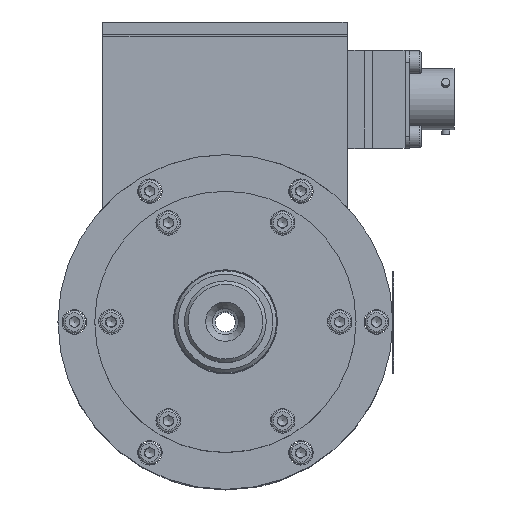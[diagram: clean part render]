
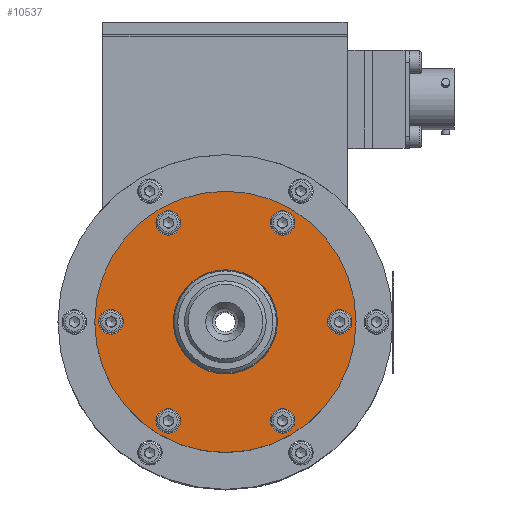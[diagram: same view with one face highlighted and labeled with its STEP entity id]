
A CAD part, top view. The second image highlights one B-rep face of the part: STEP entity #10537.
In plain terms, the highlighted planar face has unit normal (0, 0, 1).
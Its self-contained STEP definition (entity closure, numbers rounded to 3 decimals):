
#465 = CARTESIAN_POINT ( 'NONE',  ( -14., 24.249, 28.8 ) ) ;
#921 = CARTESIAN_POINT ( 'NONE',  ( 14., -24.249, 28.8 ) ) ;
#943 = AXIS2_PLACEMENT_3D ( 'NONE', #17673, #47400, #21946 ) ;
#1530 = CIRCLE ( 'NONE', #37579, 3. ) ;
#1736 = EDGE_LOOP ( 'NONE', ( #41473 ) ) ;
#1768 = CARTESIAN_POINT ( 'NONE',  ( 0., -12.75, 28.8 ) ) ;
#3915 = DIRECTION ( 'NONE',  ( 0., 0., 1. ) ) ;
#4804 = DIRECTION ( 'NONE',  ( 0., 1., 0. ) ) ;
#5283 = DIRECTION ( 'NONE',  ( 0., 1., 0. ) ) ;
#5636 = CIRCLE ( 'NONE', #17277, 3. ) ;
#8153 = VERTEX_POINT ( 'NONE', #43070 ) ;
#8235 = CARTESIAN_POINT ( 'NONE',  ( 0., -32., 28.8 ) ) ;
#9237 = AXIS2_PLACEMENT_3D ( 'NONE', #41463, #15944, #45667 ) ;
#9345 = EDGE_CURVE ( 'NONE', #37574, #37574, #27140, .T. ) ;
#9521 = VERTEX_POINT ( 'NONE', #27756 ) ;
#9725 = CIRCLE ( 'NONE', #18847, 3. ) ;
#10537 = ADVANCED_FACE ( 'NONE', ( #11923, #11862, #11975, #12085, #12018, #11805, #11744, #11376 ), #44661, .F. ) ;
#11376 = FACE_BOUND ( 'NONE', #23502, .T. ) ;
#11744 = FACE_OUTER_BOUND ( 'NONE', #20812, .T. ) ;
#11805 = FACE_BOUND ( 'NONE', #18921, .T. ) ;
#11862 = FACE_BOUND ( 'NONE', #49628, .T. ) ;
#11923 = FACE_BOUND ( 'NONE', #51189, .T. ) ;
#11975 = FACE_BOUND ( 'NONE', #49049, .T. ) ;
#12018 = FACE_BOUND ( 'NONE', #43861, .T. ) ;
#12085 = FACE_BOUND ( 'NONE', #1736, .T. ) ;
#14784 = AXIS2_PLACEMENT_3D ( 'NONE', #17629, #47361, #21897 ) ;
#15106 = AXIS2_PLACEMENT_3D ( 'NONE', #921, #30875, #5283 ) ;
#15944 = DIRECTION ( 'NONE',  ( 0., 0., 1. ) ) ;
#16188 = VERTEX_POINT ( 'NONE', #1768 ) ;
#17148 = DIRECTION ( 'NONE',  ( 0., 0., 1. ) ) ;
#17277 = AXIS2_PLACEMENT_3D ( 'NONE', #50448, #25017, #54651 ) ;
#17629 = CARTESIAN_POINT ( 'NONE',  ( 0., 0., 28.8 ) ) ;
#17673 = CARTESIAN_POINT ( 'NONE',  ( 0., 0., 28.8 ) ) ;
#18847 = AXIS2_PLACEMENT_3D ( 'NONE', #29519, #3915, #33822 ) ;
#18921 = EDGE_LOOP ( 'NONE', ( #42265 ) ) ;
#19171 = DIRECTION ( 'NONE',  ( 0., 0., -1. ) ) ;
#19199 = CARTESIAN_POINT ( 'NONE',  ( -28., 3., 28.8 ) ) ;
#20405 = EDGE_CURVE ( 'NONE', #22828, #22828, #52582, .T. ) ;
#20812 = EDGE_LOOP ( 'NONE', ( #42356 ) ) ;
#21897 = DIRECTION ( 'NONE',  ( 0., -1., 0. ) ) ;
#21946 = DIRECTION ( 'NONE',  ( 0., -1., 0. ) ) ;
#22828 = VERTEX_POINT ( 'NONE', #8235 ) ;
#23502 = EDGE_LOOP ( 'NONE', ( #42585 ) ) ;
#25017 = DIRECTION ( 'NONE',  ( 0., 0., 1. ) ) ;
#27140 = CIRCLE ( 'NONE', #9237, 3. ) ;
#27504 = EDGE_CURVE ( 'NONE', #36189, #36189, #49694, .T. ) ;
#27557 = CARTESIAN_POINT ( 'NONE',  ( -14., 27.249, 28.8 ) ) ;
#27756 = CARTESIAN_POINT ( 'NONE',  ( 14., -21.249, 28.8 ) ) ;
#28762 = CARTESIAN_POINT ( 'NONE',  ( 28., 3., 28.8 ) ) ;
#29519 = CARTESIAN_POINT ( 'NONE',  ( -14., -24.249, 28.8 ) ) ;
#29979 = AXIS2_PLACEMENT_3D ( 'NONE', #40227, #19171, #48864 ) ;
#30397 = DIRECTION ( 'NONE',  ( 0., 0., 1. ) ) ;
#30875 = DIRECTION ( 'NONE',  ( 0., 0., 1. ) ) ;
#31139 = EDGE_CURVE ( 'NONE', #8153, #8153, #9725, .T. ) ;
#33822 = DIRECTION ( 'NONE',  ( 0., 1., 0. ) ) ;
#33834 = AXIS2_PLACEMENT_3D ( 'NONE', #42651, #17148, #46866 ) ;
#34299 = CIRCLE ( 'NONE', #943, 12.75 ) ;
#36189 = VERTEX_POINT ( 'NONE', #51150 ) ;
#37574 = VERTEX_POINT ( 'NONE', #28762 ) ;
#37579 = AXIS2_PLACEMENT_3D ( 'NONE', #465, #30397, #4804 ) ;
#39699 = ORIENTED_EDGE ( 'NONE', *, *, #51306, .F. ) ;
#39861 = ORIENTED_EDGE ( 'NONE', *, *, #27504, .F. ) ;
#40227 = CARTESIAN_POINT ( 'NONE',  ( -12.75, 0., 28.8 ) ) ;
#41207 = ORIENTED_EDGE ( 'NONE', *, *, #9345, .F. ) ;
#41463 = CARTESIAN_POINT ( 'NONE',  ( 28., 0., 28.8 ) ) ;
#41473 = ORIENTED_EDGE ( 'NONE', *, *, #54818, .F. ) ;
#41615 = ORIENTED_EDGE ( 'NONE', *, *, #31139, .F. ) ;
#42265 = ORIENTED_EDGE ( 'NONE', *, *, #53781, .F. ) ;
#42356 = ORIENTED_EDGE ( 'NONE', *, *, #20405, .F. ) ;
#42585 = ORIENTED_EDGE ( 'NONE', *, *, #48544, .T. ) ;
#42651 = CARTESIAN_POINT ( 'NONE',  ( 14., 24.249, 28.8 ) ) ;
#43070 = CARTESIAN_POINT ( 'NONE',  ( -14., -21.249, 28.8 ) ) ;
#43861 = EDGE_LOOP ( 'NONE', ( #41615 ) ) ;
#44661 = PLANE ( 'NONE',  #29979 ) ;
#45667 = DIRECTION ( 'NONE',  ( 0., 1., 0. ) ) ;
#46102 = VERTEX_POINT ( 'NONE', #27557 ) ;
#46866 = DIRECTION ( 'NONE',  ( 0., 1., 0. ) ) ;
#47361 = DIRECTION ( 'NONE',  ( 0., 0., -1. ) ) ;
#47400 = DIRECTION ( 'NONE',  ( 0., 0., -1. ) ) ;
#48544 = EDGE_CURVE ( 'NONE', #16188, #16188, #34299, .T. ) ;
#48864 = DIRECTION ( 'NONE',  ( 0., -1., 0. ) ) ;
#49049 = EDGE_LOOP ( 'NONE', ( #41207 ) ) ;
#49628 = EDGE_LOOP ( 'NONE', ( #39861 ) ) ;
#49694 = CIRCLE ( 'NONE', #33834, 3. ) ;
#50448 = CARTESIAN_POINT ( 'NONE',  ( -28., 0., 28.8 ) ) ;
#51150 = CARTESIAN_POINT ( 'NONE',  ( 14., 27.249, 28.8 ) ) ;
#51189 = EDGE_LOOP ( 'NONE', ( #39699 ) ) ;
#51306 = EDGE_CURVE ( 'NONE', #46102, #46102, #1530, .T. ) ;
#51480 = CIRCLE ( 'NONE', #15106, 3. ) ;
#52582 = CIRCLE ( 'NONE', #14784, 32. ) ;
#53781 = EDGE_CURVE ( 'NONE', #54632, #54632, #5636, .T. ) ;
#54632 = VERTEX_POINT ( 'NONE', #19199 ) ;
#54651 = DIRECTION ( 'NONE',  ( 0., 1., 0. ) ) ;
#54818 = EDGE_CURVE ( 'NONE', #9521, #9521, #51480, .T. ) ;
